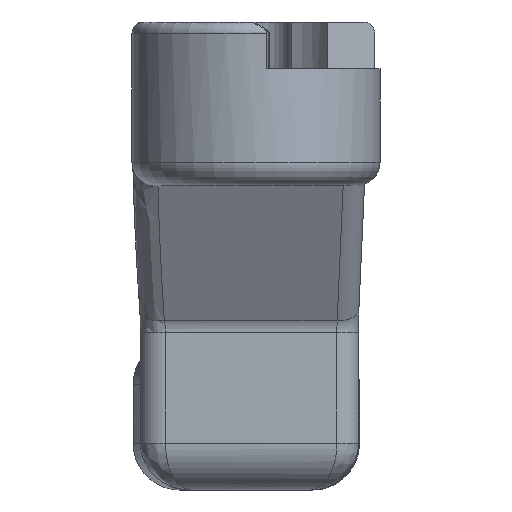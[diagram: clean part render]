
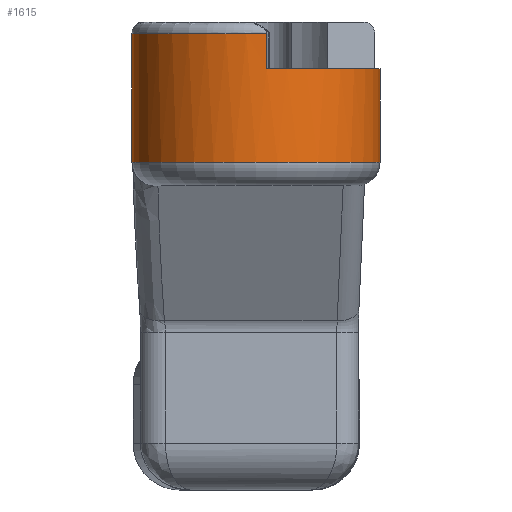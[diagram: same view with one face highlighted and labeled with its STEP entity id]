
A CAD part, left-side view. The second image highlights one B-rep face of the part: STEP entity #1615.
In plain terms, the highlighted cylindrical face has radius 10.6 mm (diameter 21.2 mm), a partial arc.
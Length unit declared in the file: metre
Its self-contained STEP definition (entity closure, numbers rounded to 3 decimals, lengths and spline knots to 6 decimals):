
#103=CYLINDRICAL_SURFACE('',#1761,0.0106);
#146=LINE('',#2520,#235);
#171=LINE('',#2637,#260);
#173=LINE('',#2643,#262);
#235=VECTOR('',#1972,1.);
#260=VECTOR('',#2061,1.);
#262=VECTOR('',#2067,1.);
#388=ORIENTED_EDGE('',*,*,#874,.F.);
#389=ORIENTED_EDGE('',*,*,#875,.T.);
#390=ORIENTED_EDGE('',*,*,#876,.T.);
#391=ORIENTED_EDGE('',*,*,#872,.T.);
#392=ORIENTED_EDGE('',*,*,#877,.T.);
#393=ORIENTED_EDGE('',*,*,#823,.F.);
#823=EDGE_CURVE('',#1070,#1071,#146,.T.);
#872=EDGE_CURVE('',#1112,#1111,#171,.T.);
#874=EDGE_CURVE('',#1113,#1070,#1229,.T.);
#875=EDGE_CURVE('',#1113,#1114,#173,.F.);
#876=EDGE_CURVE('',#1114,#1112,#1230,.F.);
#877=EDGE_CURVE('',#1111,#1071,#1231,.F.);
#1070=VERTEX_POINT('',#2519);
#1071=VERTEX_POINT('',#2521);
#1111=VERTEX_POINT('',#2636);
#1112=VERTEX_POINT('',#2638);
#1113=VERTEX_POINT('',#2642);
#1114=VERTEX_POINT('',#2644);
#1229=CIRCLE('',#1762,0.0106);
#1230=CIRCLE('',#1763,0.0106);
#1231=CIRCLE('',#1764,0.0106);
#1335=EDGE_LOOP('',(#388,#389,#390,#391,#392,#393));
#1462=FACE_BOUND('',#1335,.T.);
#1615=ADVANCED_FACE('',(#1462),#103,.T.);
#1761=AXIS2_PLACEMENT_3D('',#2640,#2063,#2064);
#1762=AXIS2_PLACEMENT_3D('',#2641,#2065,#2066);
#1763=AXIS2_PLACEMENT_3D('',#2645,#2068,#2069);
#1764=AXIS2_PLACEMENT_3D('',#2646,#2070,#2071);
#1972=DIRECTION('',(0.,0.,-1.));
#2061=DIRECTION('',(0.,0.,-1.));
#2063=DIRECTION('',(0.,0.,-1.));
#2064=DIRECTION('',(-1.,0.,0.));
#2065=DIRECTION('',(0.,0.,1.));
#2066=DIRECTION('',(1.,0.,0.));
#2067=DIRECTION('',(0.,0.,-1.));
#2068=DIRECTION('',(0.,0.,1.));
#2069=DIRECTION('',(1.,0.,0.));
#2070=DIRECTION('',(0.,0.,-1.));
#2071=DIRECTION('',(-1.,0.,0.));
#2519=CARTESIAN_POINT('',(0.,-0.0106,0.036));
#2520=CARTESIAN_POINT('',(0.,-0.0106,0.038));
#2521=CARTESIAN_POINT('',(0.,-0.0106,0.028));
#2636=CARTESIAN_POINT('',(0.,0.0106,0.028));
#2637=CARTESIAN_POINT('',(0.,0.0106,0.038));
#2638=CARTESIAN_POINT('',(0.,0.0106,0.039));
#2640=CARTESIAN_POINT('',(0.,0.,0.038));
#2641=CARTESIAN_POINT('',(0.,0.,0.036));
#2642=CARTESIAN_POINT('',(-0.01056,-0.000925,0.036));
#2643=CARTESIAN_POINT('',(-0.01056,-0.000925,0.038));
#2644=CARTESIAN_POINT('',(-0.01056,-0.000925,0.039));
#2645=CARTESIAN_POINT('',(0.,0.,0.039));
#2646=CARTESIAN_POINT('',(0.,0.,0.028));
